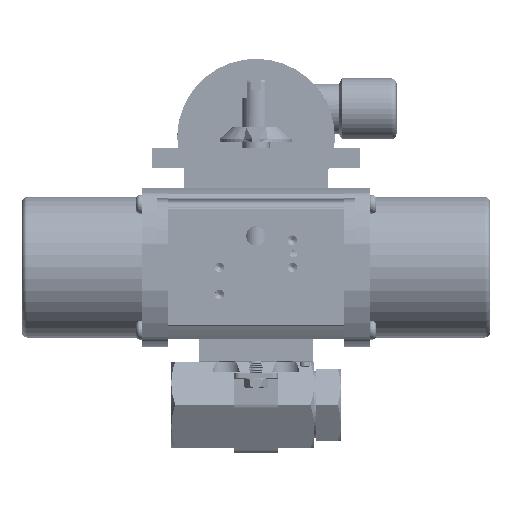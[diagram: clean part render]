
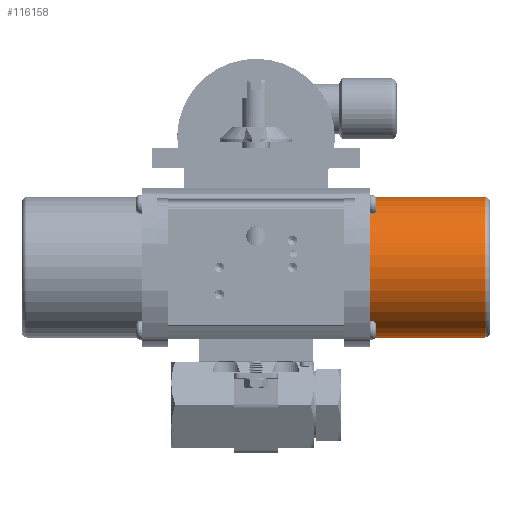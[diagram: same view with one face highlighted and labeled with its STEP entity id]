
A CAD part, top view. The second image highlights one B-rep face of the part: STEP entity #116158.
In plain terms, the highlighted cylindrical face has radius 30.963 mm (diameter 61.925 mm), a partial arc.
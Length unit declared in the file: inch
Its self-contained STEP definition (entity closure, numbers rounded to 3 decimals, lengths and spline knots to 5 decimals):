
#7182 = AXIS2_PLACEMENT_3D ( 'NONE', #147922, #51974, #164080 ) ;
#8895 = VECTOR ( 'NONE', #46063, 39.37008 ) ;
#12944 = VERTEX_POINT ( 'NONE', #67467 ) ;
#18165 = ORIENTED_EDGE ( 'NONE', *, *, #159563, .T. ) ;
#24764 = CARTESIAN_POINT ( 'NONE',  ( 1.8575, 2.386, 0. ) ) ;
#30035 = DIRECTION ( 'NONE',  ( 0., 1., 0. ) ) ;
#35095 = ORIENTED_EDGE ( 'NONE', *, *, #177523, .T. ) ;
#35325 = CARTESIAN_POINT ( 'NONE',  ( 1.7145, 1.167, 0. ) ) ;
#38776 = EDGE_CURVE ( 'NONE', #182819, #12944, #185460, .T. ) ;
#40945 = DIRECTION ( 'NONE',  ( 0., -1., 0. ) ) ;
#44572 = VERTEX_POINT ( 'NONE', #77655 ) ;
#46063 = DIRECTION ( 'NONE',  ( -1., 0., 0. ) ) ;
#48612 = ORIENTED_EDGE ( 'NONE', *, *, #59316, .T. ) ;
#51693 = LINE ( 'NONE', #62133, #8895 ) ;
#51974 = DIRECTION ( 'NONE',  ( -1., 0., 0. ) ) ;
#59316 = EDGE_CURVE ( 'NONE', #44572, #12944, #177308, .T. ) ;
#62133 = CARTESIAN_POINT ( 'NONE',  ( 1.7145, 3.605, 0. ) ) ;
#64391 = CIRCLE ( 'NONE', #7182, 1.219 ) ;
#67467 = CARTESIAN_POINT ( 'NONE',  ( 1.8575, 1.167, 0. ) ) ;
#71689 = AXIS2_PLACEMENT_3D ( 'NONE', #24764, #136859, #40945 ) ;
#77655 = CARTESIAN_POINT ( 'NONE',  ( 1.8575, 3.605, 0. ) ) ;
#86801 = EDGE_LOOP ( 'NONE', ( #152023, #18165, #35095, #48612 ) ) ;
#98435 = FACE_OUTER_BOUND ( 'NONE', #86801, .T. ) ;
#116158 = ADVANCED_FACE ( 'NONE', ( #98435 ), #173642, .T. ) ;
#126773 = VERTEX_POINT ( 'NONE', #148589 ) ;
#136859 = DIRECTION ( 'NONE',  ( 1., 0., 0. ) ) ;
#142142 = CARTESIAN_POINT ( 'NONE',  ( 1.7145, 2.386, 0. ) ) ;
#147922 = CARTESIAN_POINT ( 'NONE',  ( 3.9725, 2.386, 0. ) ) ;
#148589 = CARTESIAN_POINT ( 'NONE',  ( 3.9725, 3.605, 0. ) ) ;
#148909 = AXIS2_PLACEMENT_3D ( 'NONE', #142142, #158307, #30035 ) ;
#152023 = ORIENTED_EDGE ( 'NONE', *, *, #38776, .F. ) ;
#158307 = DIRECTION ( 'NONE',  ( -1., 0., 0. ) ) ;
#159563 = EDGE_CURVE ( 'NONE', #182819, #126773, #64391, .T. ) ;
#164080 = DIRECTION ( 'NONE',  ( 0., -1., 0. ) ) ;
#173642 = CYLINDRICAL_SURFACE ( 'NONE', #148909, 1.219 ) ;
#177308 = CIRCLE ( 'NONE', #71689, 1.219 ) ;
#177523 = EDGE_CURVE ( 'NONE', #126773, #44572, #51693, .T. ) ;
#179614 = CARTESIAN_POINT ( 'NONE',  ( 3.9725, 1.167, 0. ) ) ;
#180422 = VECTOR ( 'NONE', #195755, 39.37008 ) ;
#182819 = VERTEX_POINT ( 'NONE', #179614 ) ;
#185460 = LINE ( 'NONE', #35325, #180422 ) ;
#195755 = DIRECTION ( 'NONE',  ( -1., 0., 0. ) ) ;
